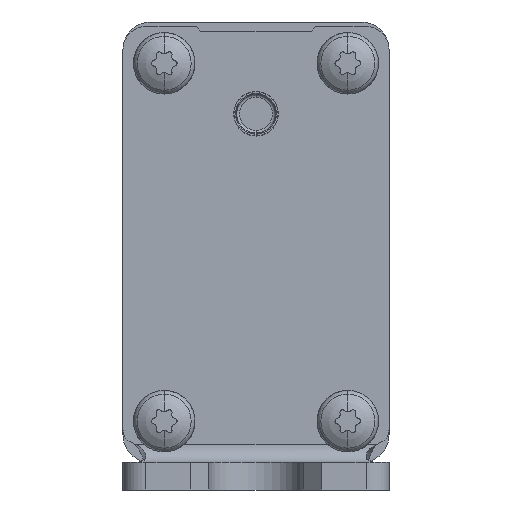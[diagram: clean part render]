
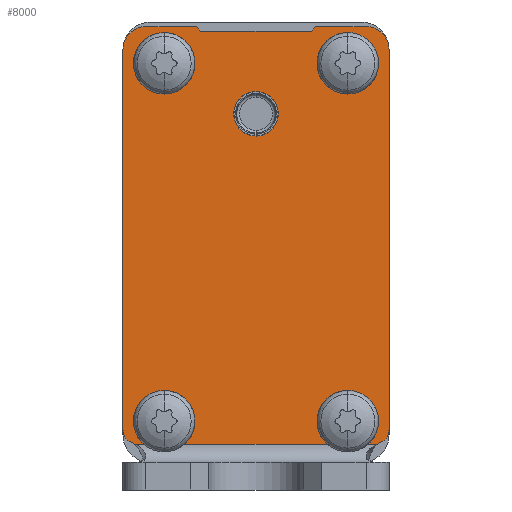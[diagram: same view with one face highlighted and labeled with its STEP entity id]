
A CAD part, front view. The second image highlights one B-rep face of the part: STEP entity #8000.
In plain terms, the highlighted face is planar.
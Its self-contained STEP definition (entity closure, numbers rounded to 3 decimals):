
#6683=DIRECTION('',(1.,0.,0.));
#6684=VECTOR('',#6683,26.42);
#6685=CARTESIAN_POINT('',(-13.21,2.142,3.));
#6686=LINE('',#6685,#6684);
#6690=CARTESIAN_POINT('',(-14.5,0.,3.));
#6691=DIRECTION('',(0.,0.,-1.));
#6692=DIRECTION('',(0.375,0.927,0.));
#6693=AXIS2_PLACEMENT_3D('',#6690,#6691,#6692);
#6698=CARTESIAN_POINT('',(-13.,3.708,3.));
#6699=DIRECTION('',(0.,0.,1.));
#6700=DIRECTION('',(-1.,0.,0.));
#6701=AXIS2_PLACEMENT_3D('',#6698,#6699,#6700);
#6706=DIRECTION('',(0.,-1.,0.));
#6707=VECTOR('',#6706,41.434);
#6708=CARTESIAN_POINT('',(-14.5,45.142,3.));
#6709=LINE('',#6708,#6707);
#6713=CARTESIAN_POINT('',(-12.,45.142,3.));
#6714=DIRECTION('',(0.,0.,1.));
#6715=DIRECTION('',(0.,1.,0.));
#6716=AXIS2_PLACEMENT_3D('',#6713,#6714,#6715);
#6721=DIRECTION('',(-1.,0.,0.));
#6722=VECTOR('',#6721,5.5);
#6723=CARTESIAN_POINT('',(-6.5,47.642,3.));
#6724=LINE('',#6723,#6722);
#6728=DIRECTION('',(-0.707,0.707,0.));
#6729=VECTOR('',#6728,0.707);
#6730=CARTESIAN_POINT('',(-6.,47.142,3.));
#6731=LINE('',#6730,#6729);
#6735=DIRECTION('',(-1.,0.,0.));
#6736=VECTOR('',#6735,12.);
#6737=CARTESIAN_POINT('',(6.,47.142,3.));
#6738=LINE('',#6737,#6736);
#6742=DIRECTION('',(-0.707,-0.707,0.));
#6743=VECTOR('',#6742,0.707);
#6744=CARTESIAN_POINT('',(6.5,47.642,3.));
#6745=LINE('',#6744,#6743);
#6749=DIRECTION('',(-1.,0.,0.));
#6750=VECTOR('',#6749,5.5);
#6751=CARTESIAN_POINT('',(12.,47.642,3.));
#6752=LINE('',#6751,#6750);
#6756=CARTESIAN_POINT('',(12.,45.142,3.));
#6757=DIRECTION('',(0.,0.,1.));
#6758=DIRECTION('',(1.,0.,0.));
#6759=AXIS2_PLACEMENT_3D('',#6756,#6757,#6758);
#6764=DIRECTION('',(0.,1.,0.));
#6765=VECTOR('',#6764,41.434);
#6766=CARTESIAN_POINT('',(14.5,3.708,3.));
#6767=LINE('',#6766,#6765);
#6771=CARTESIAN_POINT('',(13.,3.708,3.));
#6772=DIRECTION('',(0.,0.,1.));
#6773=DIRECTION('',(0.375,-0.927,0.));
#6774=AXIS2_PLACEMENT_3D('',#6771,#6772,#6773);
#6779=CARTESIAN_POINT('',(14.5,0.,3.));
#6780=DIRECTION('',(0.,0.,-1.));
#6781=DIRECTION('',(-0.516,0.857,0.));
#6782=AXIS2_PLACEMENT_3D('',#6779,#6780,#6781);
#6787=CARTESIAN_POINT('',(10.,43.642,3.));
#6788=DIRECTION('',(0.,0.,1.));
#6789=DIRECTION('',(0.,-1.,0.));
#6790=AXIS2_PLACEMENT_3D('',#6787,#6788,#6789);
#6795=CARTESIAN_POINT('',(10.,43.642,3.));
#6796=DIRECTION('',(0.,0.,1.));
#6797=DIRECTION('',(0.,1.,0.));
#6798=AXIS2_PLACEMENT_3D('',#6795,#6796,#6797);
#6803=CARTESIAN_POINT('',(10.,4.642,3.));
#6804=DIRECTION('',(0.,0.,1.));
#6805=DIRECTION('',(0.,-1.,0.));
#6806=AXIS2_PLACEMENT_3D('',#6803,#6804,#6805);
#6811=CARTESIAN_POINT('',(10.,4.642,3.));
#6812=DIRECTION('',(0.,0.,1.));
#6813=DIRECTION('',(0.,1.,0.));
#6814=AXIS2_PLACEMENT_3D('',#6811,#6812,#6813);
#6819=CARTESIAN_POINT('',(-10.,4.642,3.));
#6820=DIRECTION('',(0.,0.,1.));
#6821=DIRECTION('',(0.,-1.,0.));
#6822=AXIS2_PLACEMENT_3D('',#6819,#6820,#6821);
#6827=CARTESIAN_POINT('',(-10.,4.642,3.));
#6828=DIRECTION('',(0.,0.,1.));
#6829=DIRECTION('',(0.,1.,0.));
#6830=AXIS2_PLACEMENT_3D('',#6827,#6828,#6829);
#6835=CARTESIAN_POINT('',(-10.,43.642,3.));
#6836=DIRECTION('',(0.,0.,1.));
#6837=DIRECTION('',(0.,-1.,0.));
#6838=AXIS2_PLACEMENT_3D('',#6835,#6836,#6837);
#6843=CARTESIAN_POINT('',(-10.,43.642,3.));
#6844=DIRECTION('',(0.,0.,1.));
#6845=DIRECTION('',(0.,1.,0.));
#6846=AXIS2_PLACEMENT_3D('',#6843,#6844,#6845);
#6851=CARTESIAN_POINT('',(0.,38.142,3.));
#6852=DIRECTION('',(0.,0.,1.));
#6853=DIRECTION('',(0.,-1.,0.));
#6854=AXIS2_PLACEMENT_3D('',#6851,#6852,#6853);
#6859=CARTESIAN_POINT('',(0.,38.142,3.));
#6860=DIRECTION('',(0.,0.,1.));
#6861=DIRECTION('',(0.,1.,0.));
#6862=AXIS2_PLACEMENT_3D('',#6859,#6860,#6861);
#7784=CARTESIAN_POINT('',(-14.5,3.708,3.));
#7785=CARTESIAN_POINT('',(-13.563,2.318,3.));
#7786=VERTEX_POINT('',#7784);
#7787=VERTEX_POINT('',#7785);
#7788=CARTESIAN_POINT('',(-14.5,45.142,3.));
#7789=VERTEX_POINT('',#7788);
#7790=CARTESIAN_POINT('',(-12.,47.642,3.));
#7791=VERTEX_POINT('',#7790);
#7792=CARTESIAN_POINT('',(-6.5,47.642,3.));
#7793=VERTEX_POINT('',#7792);
#7794=CARTESIAN_POINT('',(-6.,47.142,3.));
#7795=VERTEX_POINT('',#7794);
#7796=CARTESIAN_POINT('',(6.,47.142,3.));
#7797=VERTEX_POINT('',#7796);
#7798=CARTESIAN_POINT('',(6.5,47.642,3.));
#7799=VERTEX_POINT('',#7798);
#7800=CARTESIAN_POINT('',(12.,47.642,3.));
#7801=VERTEX_POINT('',#7800);
#7802=CARTESIAN_POINT('',(14.5,45.142,3.));
#7803=VERTEX_POINT('',#7802);
#7804=CARTESIAN_POINT('',(14.5,3.708,3.));
#7805=VERTEX_POINT('',#7804);
#7806=CARTESIAN_POINT('',(13.563,2.318,3.));
#7807=VERTEX_POINT('',#7806);
#7814=CARTESIAN_POINT('',(10.,41.642,3.));
#7815=CARTESIAN_POINT('',(10.,45.642,3.));
#7816=VERTEX_POINT('',#7814);
#7817=VERTEX_POINT('',#7815);
#7818=CARTESIAN_POINT('',(10.,2.642,3.));
#7819=CARTESIAN_POINT('',(10.,6.642,3.));
#7820=VERTEX_POINT('',#7818);
#7821=VERTEX_POINT('',#7819);
#7822=CARTESIAN_POINT('',(-10.,2.642,3.));
#7823=CARTESIAN_POINT('',(-10.,6.642,3.));
#7824=VERTEX_POINT('',#7822);
#7825=VERTEX_POINT('',#7823);
#7826=CARTESIAN_POINT('',(-10.,41.642,3.));
#7827=CARTESIAN_POINT('',(-10.,45.642,3.));
#7828=VERTEX_POINT('',#7826);
#7829=VERTEX_POINT('',#7827);
#7830=CARTESIAN_POINT('',(0.,35.742,3.));
#7831=CARTESIAN_POINT('',(0.,40.542,3.));
#7832=VERTEX_POINT('',#7830);
#7833=VERTEX_POINT('',#7831);
#7902=CARTESIAN_POINT('',(-13.21,2.142,3.));
#7903=VERTEX_POINT('',#7902);
#7904=CARTESIAN_POINT('',(13.21,2.142,3.));
#7905=VERTEX_POINT('',#7904);
#7935=CARTESIAN_POINT('',(0.,0.,3.));
#7936=DIRECTION('',(0.,0.,1.));
#7937=DIRECTION('',(1.,0.,0.));
#7938=AXIS2_PLACEMENT_3D('',#7935,#7936,#7937);
#7939=PLANE('',#7938);
#7941=ORIENTED_EDGE('',*,*,#7940,.F.);
#7943=ORIENTED_EDGE('',*,*,#7942,.F.);
#7945=ORIENTED_EDGE('',*,*,#7944,.F.);
#7947=ORIENTED_EDGE('',*,*,#7946,.F.);
#7949=ORIENTED_EDGE('',*,*,#7948,.F.);
#7951=ORIENTED_EDGE('',*,*,#7950,.F.);
#7953=ORIENTED_EDGE('',*,*,#7952,.F.);
#7955=ORIENTED_EDGE('',*,*,#7954,.F.);
#7957=ORIENTED_EDGE('',*,*,#7956,.F.);
#7959=ORIENTED_EDGE('',*,*,#7958,.F.);
#7961=ORIENTED_EDGE('',*,*,#7960,.F.);
#7963=ORIENTED_EDGE('',*,*,#7962,.F.);
#7965=ORIENTED_EDGE('',*,*,#7964,.F.);
#7967=ORIENTED_EDGE('',*,*,#7966,.F.);
#7968=EDGE_LOOP('',(#7941,#7943,#7945,#7947,#7949,#7951,#7953,#7955,#7957,#7959,
#7961,#7963,#7965,#7967));
#7969=FACE_OUTER_BOUND('',#7968,.F.);
#7971=ORIENTED_EDGE('',*,*,#7970,.T.);
#7973=ORIENTED_EDGE('',*,*,#7972,.T.);
#7974=EDGE_LOOP('',(#7971,#7973));
#7975=FACE_BOUND('',#7974,.F.);
#7977=ORIENTED_EDGE('',*,*,#7976,.T.);
#7979=ORIENTED_EDGE('',*,*,#7978,.T.);
#7980=EDGE_LOOP('',(#7977,#7979));
#7981=FACE_BOUND('',#7980,.F.);
#7983=ORIENTED_EDGE('',*,*,#7982,.T.);
#7985=ORIENTED_EDGE('',*,*,#7984,.T.);
#7986=EDGE_LOOP('',(#7983,#7985));
#7987=FACE_BOUND('',#7986,.F.);
#7989=ORIENTED_EDGE('',*,*,#7988,.T.);
#7991=ORIENTED_EDGE('',*,*,#7990,.T.);
#7992=EDGE_LOOP('',(#7989,#7991));
#7993=FACE_BOUND('',#7992,.F.);
#7995=ORIENTED_EDGE('',*,*,#7994,.T.);
#7997=ORIENTED_EDGE('',*,*,#7996,.T.);
#7998=EDGE_LOOP('',(#7995,#7997));
#7999=FACE_BOUND('',#7998,.F.);
#6694=CIRCLE('',#6693,2.5);
#6702=CIRCLE('',#6701,1.5);
#6717=CIRCLE('',#6716,2.5);
#6760=CIRCLE('',#6759,2.5);
#6775=CIRCLE('',#6774,1.5);
#6783=CIRCLE('',#6782,2.5);
#6791=CIRCLE('',#6790,2.);
#6799=CIRCLE('',#6798,2.);
#6807=CIRCLE('',#6806,2.);
#6815=CIRCLE('',#6814,2.);
#6823=CIRCLE('',#6822,2.);
#6831=CIRCLE('',#6830,2.);
#6839=CIRCLE('',#6838,2.);
#6847=CIRCLE('',#6846,2.);
#6855=CIRCLE('',#6854,2.4);
#6863=CIRCLE('',#6862,2.4);
#7940=EDGE_CURVE('',#7903,#7905,#6686,.T.);
#7942=EDGE_CURVE('',#7787,#7903,#6694,.T.);
#7944=EDGE_CURVE('',#7786,#7787,#6702,.T.);
#7946=EDGE_CURVE('',#7789,#7786,#6709,.T.);
#7948=EDGE_CURVE('',#7791,#7789,#6717,.T.);
#7950=EDGE_CURVE('',#7793,#7791,#6724,.T.);
#7952=EDGE_CURVE('',#7795,#7793,#6731,.T.);
#7954=EDGE_CURVE('',#7797,#7795,#6738,.T.);
#7956=EDGE_CURVE('',#7799,#7797,#6745,.T.);
#7958=EDGE_CURVE('',#7801,#7799,#6752,.T.);
#7960=EDGE_CURVE('',#7803,#7801,#6760,.T.);
#7962=EDGE_CURVE('',#7805,#7803,#6767,.T.);
#7964=EDGE_CURVE('',#7807,#7805,#6775,.T.);
#7966=EDGE_CURVE('',#7905,#7807,#6783,.T.);
#7970=EDGE_CURVE('',#7816,#7817,#6791,.T.);
#7972=EDGE_CURVE('',#7817,#7816,#6799,.T.);
#7976=EDGE_CURVE('',#7820,#7821,#6807,.T.);
#7978=EDGE_CURVE('',#7821,#7820,#6815,.T.);
#7982=EDGE_CURVE('',#7824,#7825,#6823,.T.);
#7984=EDGE_CURVE('',#7825,#7824,#6831,.T.);
#7988=EDGE_CURVE('',#7828,#7829,#6839,.T.);
#7990=EDGE_CURVE('',#7829,#7828,#6847,.T.);
#7994=EDGE_CURVE('',#7832,#7833,#6855,.T.);
#7996=EDGE_CURVE('',#7833,#7832,#6863,.T.);
#8000=ADVANCED_FACE('',(#7969,#7975,#7981,#7987,#7993,#7999),#7939,.T.);
